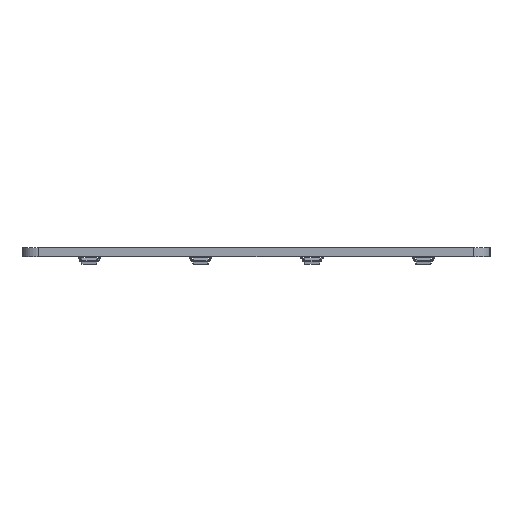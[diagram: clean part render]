
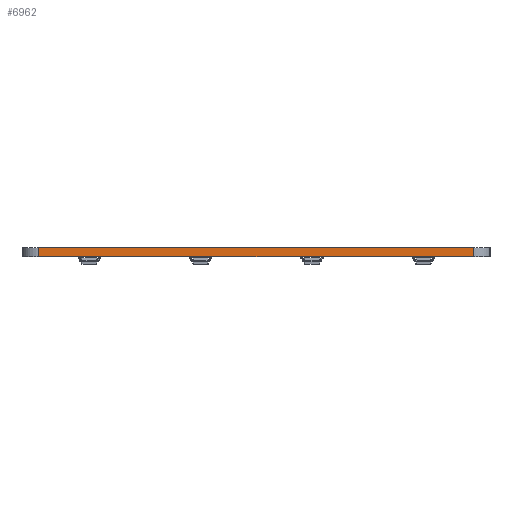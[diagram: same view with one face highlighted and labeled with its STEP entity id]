
A CAD part, left-side view. The second image highlights one B-rep face of the part: STEP entity #6962.
In plain terms, the highlighted planar face has unit normal (-1, 0, 0).
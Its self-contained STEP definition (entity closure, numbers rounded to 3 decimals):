
#2289 = VERTEX_POINT('',#2290);
#2290 = CARTESIAN_POINT('',(44.767,-40.187,0.));
#2297 = EDGE_CURVE('',#2298,#2289,#2300,.T.);
#2298 = VERTEX_POINT('',#2299);
#2299 = CARTESIAN_POINT('',(44.767,-114.482,0.));
#2300 = LINE('',#2301,#2302);
#2301 = CARTESIAN_POINT('',(44.767,-114.482,0.));
#2302 = VECTOR('',#2303,1.);
#2303 = DIRECTION('',(0.,1.,0.));
#4612 = VERTEX_POINT('',#4613);
#4613 = CARTESIAN_POINT('',(44.767,-40.187,1.6));
#4620 = EDGE_CURVE('',#4621,#4612,#4623,.T.);
#4621 = VERTEX_POINT('',#4622);
#4622 = CARTESIAN_POINT('',(44.767,-114.482,1.6));
#4623 = LINE('',#4624,#4625);
#4624 = CARTESIAN_POINT('',(44.767,-114.482,1.6));
#4625 = VECTOR('',#4626,1.);
#4626 = DIRECTION('',(0.,1.,0.));
#6932 = EDGE_CURVE('',#2289,#4612,#6933,.T.);
#6933 = LINE('',#6934,#6935);
#6934 = CARTESIAN_POINT('',(44.767,-40.187,0.));
#6935 = VECTOR('',#6936,1.);
#6936 = DIRECTION('',(0.,0.,1.));
#6962 = ADVANCED_FACE('',(#6963),#6974,.T.);
#6963 = FACE_BOUND('',#6964,.T.);
#6964 = EDGE_LOOP('',(#6965,#6971,#6972,#6973));
#6965 = ORIENTED_EDGE('',*,*,#6966,.T.);
#6966 = EDGE_CURVE('',#2298,#4621,#6967,.T.);
#6967 = LINE('',#6968,#6969);
#6968 = CARTESIAN_POINT('',(44.767,-114.482,0.));
#6969 = VECTOR('',#6970,1.);
#6970 = DIRECTION('',(0.,0.,1.));
#6971 = ORIENTED_EDGE('',*,*,#4620,.T.);
#6972 = ORIENTED_EDGE('',*,*,#6932,.F.);
#6973 = ORIENTED_EDGE('',*,*,#2297,.F.);
#6974 = PLANE('',#6975);
#6975 = AXIS2_PLACEMENT_3D('',#6976,#6977,#6978);
#6976 = CARTESIAN_POINT('',(44.767,-114.482,0.));
#6977 = DIRECTION('',(-1.,0.,0.));
#6978 = DIRECTION('',(0.,1.,0.));
